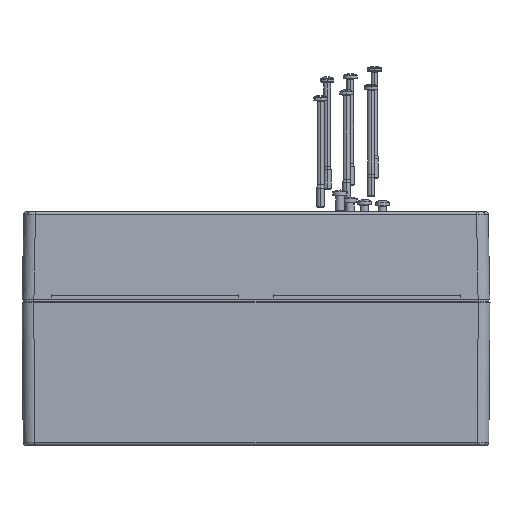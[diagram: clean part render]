
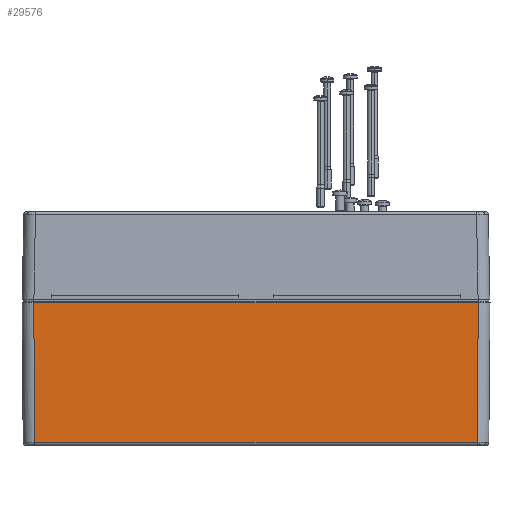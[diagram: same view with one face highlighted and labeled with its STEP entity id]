
A CAD part, top view. The second image highlights one B-rep face of the part: STEP entity #29576.
In plain terms, the highlighted planar face has unit normal (0, -0.009, 1).
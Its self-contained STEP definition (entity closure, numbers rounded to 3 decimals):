
#12507 = CARTESIAN_POINT ( 'NONE',  ( -120.15, -3., 80.125 ) ) ;
#12508 = LINE ( 'NONE', #12507, #12561 ) ;
#12538 = CARTESIAN_POINT ( 'NONE',  ( -114.125, -3., 80.125 ) ) ;
#12559 = CARTESIAN_POINT ( 'NONE',  ( 114.125, -3., 80.125 ) ) ;
#12560 = DIRECTION ( 'NONE',  ( -1., 0., 0. ) ) ;
#12561 = VECTOR ( 'NONE', #12560, 1000. ) ;
#12869 = DIRECTION ( 'NONE',  ( 1., 0., 0. ) ) ;
#12870 = VECTOR ( 'NONE', #12869, 1000. ) ;
#12871 = CARTESIAN_POINT ( 'NONE',  ( -120.15, -75.013, 79.514 ) ) ;
#12872 = LINE ( 'NONE', #12871, #12870 ) ;
#12909 = CARTESIAN_POINT ( 'NONE',  ( 113.514, -75.013, 79.514 ) ) ;
#13008 = DIRECTION ( 'NONE',  ( 0.008, -1., -0.008 ) ) ;
#13009 = VECTOR ( 'NONE', #13008, 1000. ) ;
#13010 = CARTESIAN_POINT ( 'NONE',  ( -114.151, 0.051, 80.15 ) ) ;
#13011 = LINE ( 'NONE', #13010, #13009 ) ;
#13012 = DIRECTION ( 'NONE',  ( 0.008, 1., 0.008 ) ) ;
#13013 = VECTOR ( 'NONE', #13012, 1000. ) ;
#13014 = CARTESIAN_POINT ( 'NONE',  ( 114.133, -1.987, 80.133 ) ) ;
#13015 = LINE ( 'NONE', #13014, #13013 ) ;
#13045 = DIRECTION ( 'NONE',  ( 0., -1., -0.008 ) ) ;
#13046 = DIRECTION ( 'NONE',  ( 0., -0.008, 1. ) ) ;
#13047 = CARTESIAN_POINT ( 'NONE',  ( -120.15, 0., 80.15 ) ) ;
#13048 = AXIS2_PLACEMENT_3D ( 'NONE', #13047, #13046, #13045 ) ;
#13049 = PLANE ( 'NONE',  #13048 ) ;
#13051 = FACE_OUTER_BOUND ( 'NONE', #34315, .T. ) ;
#29289 = VERTEX_POINT ( 'NONE', #12538 ) ;
#29292 = EDGE_CURVE ( 'NONE', #29294, #29289, #12508, .T. ) ;
#29294 = VERTEX_POINT ( 'NONE', #12559 ) ;
#29474 = EDGE_CURVE ( 'NONE', #47832, #29498, #12872, .T. ) ;
#29498 = VERTEX_POINT ( 'NONE', #12909 ) ;
#29534 = EDGE_CURVE ( 'NONE', #29498, #29294, #13015, .T. ) ;
#29536 = ORIENTED_EDGE ( 'NONE', *, *, #29292, .T. ) ;
#29538 = ORIENTED_EDGE ( 'NONE', *, *, #29540, .T. ) ;
#29540 = EDGE_CURVE ( 'NONE', #29289, #47832, #13011, .T. ) ;
#29542 = ORIENTED_EDGE ( 'NONE', *, *, #29474, .T. ) ;
#29576 = ADVANCED_FACE ( 'NONE', ( #13051 ), #13049, .T. ) ;
#29653 = ORIENTED_EDGE ( 'NONE', *, *, #29534, .T. ) ;
#32512 = CARTESIAN_POINT ( 'NONE',  ( -113.514, -75.013, 79.514 ) ) ;
#34315 = EDGE_LOOP ( 'NONE', ( #29653, #29536, #29538, #29542 ) ) ;
#47832 = VERTEX_POINT ( 'NONE', #32512 ) ;
